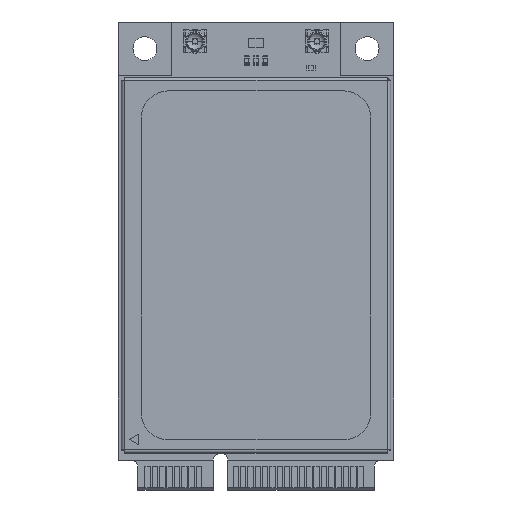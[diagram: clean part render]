
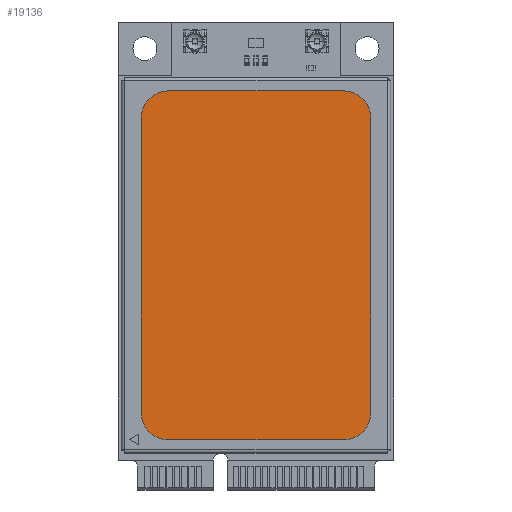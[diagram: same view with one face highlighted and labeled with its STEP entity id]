
A CAD part, top view. The second image highlights one B-rep face of the part: STEP entity #19136.
In plain terms, the highlighted planar face has unit normal (0, 0, 1).
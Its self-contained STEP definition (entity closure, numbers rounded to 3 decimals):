
#1514 = CARTESIAN_POINT ( 'NONE',  ( -9.5, 5.45, 4.8 ) ) ;
#1619 = EDGE_CURVE ( 'NONE', #4514, #27129, #13480, .T. ) ;
#2398 = ORIENTED_EDGE ( 'NONE', *, *, #4517, .T. ) ;
#2634 = CARTESIAN_POINT ( 'NONE',  ( 12.5, 40.45, 4.8 ) ) ;
#3463 = CARTESIAN_POINT ( 'NONE',  ( -9.5, 43.45, 4.8 ) ) ;
#3729 = CARTESIAN_POINT ( 'NONE',  ( -9.5, 40.45, 4.8 ) ) ;
#3904 = CARTESIAN_POINT ( 'NONE',  ( -12.5, 8.45, 4.8 ) ) ;
#3992 = CARTESIAN_POINT ( 'NONE',  ( 12.5, 8.45, 4.8 ) ) ;
#4055 = LINE ( 'NONE', #3463, #15776 ) ;
#4069 = DIRECTION ( 'NONE',  ( -1., 0., 0. ) ) ;
#4514 = VERTEX_POINT ( 'NONE', #8699 ) ;
#4517 = EDGE_CURVE ( 'NONE', #22698, #7896, #4055, .T. ) ;
#4524 = CARTESIAN_POINT ( 'NONE',  ( -9.5, 8.45, 4.8 ) ) ;
#6148 = DIRECTION ( 'NONE',  ( 1., 0., 0. ) ) ;
#7217 = DIRECTION ( 'NONE',  ( 0., 0., 1. ) ) ;
#7488 = CARTESIAN_POINT ( 'NONE',  ( 9.5, 40.45, 4.8 ) ) ;
#7634 = VECTOR ( 'NONE', #22834, 1000. ) ;
#7896 = VERTEX_POINT ( 'NONE', #16790 ) ;
#8474 = CARTESIAN_POINT ( 'NONE',  ( 9.5, 8.45, 4.8 ) ) ;
#8699 = CARTESIAN_POINT ( 'NONE',  ( 12.5, 8.45, 4.8 ) ) ;
#10425 = CIRCLE ( 'NONE', #24086, 3. ) ;
#10602 = ORIENTED_EDGE ( 'NONE', *, *, #17856, .T. ) ;
#10754 = EDGE_CURVE ( 'NONE', #23608, #23669, #17274, .T. ) ;
#10892 = AXIS2_PLACEMENT_3D ( 'NONE', #3729, #12232, #4069 ) ;
#11968 = EDGE_CURVE ( 'NONE', #27129, #22698, #10425, .T. ) ;
#12013 = CIRCLE ( 'NONE', #29703, 3. ) ;
#12232 = DIRECTION ( 'NONE',  ( 0., 0., -1. ) ) ;
#13480 = LINE ( 'NONE', #3992, #7634 ) ;
#13589 = EDGE_CURVE ( 'NONE', #7896, #23608, #20892, .T. ) ;
#13943 = FACE_OUTER_BOUND ( 'NONE', #23117, .T. ) ;
#14524 = DIRECTION ( 'NONE',  ( 0., 0., 1. ) ) ;
#14629 = DIRECTION ( 'NONE',  ( 1., 0., 0. ) ) ;
#15222 = DIRECTION ( 'NONE',  ( 0., 0., 1. ) ) ;
#15683 = DIRECTION ( 'NONE',  ( 0., -1., 0. ) ) ;
#15776 = VECTOR ( 'NONE', #16584, 1000. ) ;
#15950 = LINE ( 'NONE', #20207, #27006 ) ;
#16584 = DIRECTION ( 'NONE',  ( -1., 0., 0. ) ) ;
#16790 = CARTESIAN_POINT ( 'NONE',  ( -9.5, 43.45, 4.8 ) ) ;
#16840 = PLANE ( 'NONE',  #10892 ) ;
#17032 = CARTESIAN_POINT ( 'NONE',  ( -12.5, 40.45, 4.8 ) ) ;
#17036 = CARTESIAN_POINT ( 'NONE',  ( 9.5, 5.45, 4.8 ) ) ;
#17146 = ORIENTED_EDGE ( 'NONE', *, *, #11968, .T. ) ;
#17274 = LINE ( 'NONE', #31814, #19385 ) ;
#17362 = ORIENTED_EDGE ( 'NONE', *, *, #10754, .T. ) ;
#17856 = EDGE_CURVE ( 'NONE', #31128, #4514, #12013, .T. ) ;
#19136 = ADVANCED_FACE ( 'NONE', ( #13943 ), #16840, .F. ) ;
#19385 = VECTOR ( 'NONE', #15683, 1000. ) ;
#19665 = DIRECTION ( 'NONE',  ( 0., 0., 1. ) ) ;
#20207 = CARTESIAN_POINT ( 'NONE',  ( -9.5, 5.45, 4.8 ) ) ;
#20892 = CIRCLE ( 'NONE', #27722, 3. ) ;
#21866 = ORIENTED_EDGE ( 'NONE', *, *, #1619, .T. ) ;
#21984 = EDGE_CURVE ( 'NONE', #29207, #31128, #15950, .T. ) ;
#22496 = ORIENTED_EDGE ( 'NONE', *, *, #13589, .T. ) ;
#22698 = VERTEX_POINT ( 'NONE', #23168 ) ;
#22834 = DIRECTION ( 'NONE',  ( 0., 1., 0. ) ) ;
#23117 = EDGE_LOOP ( 'NONE', ( #22496, #17362, #32429, #34539, #10602, #21866, #17146, #2398 ) ) ;
#23168 = CARTESIAN_POINT ( 'NONE',  ( 9.5, 43.45, 4.8 ) ) ;
#23238 = EDGE_CURVE ( 'NONE', #23669, #29207, #25578, .T. ) ;
#23608 = VERTEX_POINT ( 'NONE', #17032 ) ;
#23618 = DIRECTION ( 'NONE',  ( -1., 0., 0. ) ) ;
#23669 = VERTEX_POINT ( 'NONE', #3904 ) ;
#24086 = AXIS2_PLACEMENT_3D ( 'NONE', #7488, #15222, #28781 ) ;
#25221 = DIRECTION ( 'NONE',  ( -1., 0., 0. ) ) ;
#25578 = CIRCLE ( 'NONE', #34700, 3. ) ;
#27006 = VECTOR ( 'NONE', #14629, 1000. ) ;
#27129 = VERTEX_POINT ( 'NONE', #2634 ) ;
#27722 = AXIS2_PLACEMENT_3D ( 'NONE', #31122, #14524, #25221 ) ;
#28781 = DIRECTION ( 'NONE',  ( -1., 0., 0. ) ) ;
#29207 = VERTEX_POINT ( 'NONE', #1514 ) ;
#29703 = AXIS2_PLACEMENT_3D ( 'NONE', #8474, #19665, #6148 ) ;
#31122 = CARTESIAN_POINT ( 'NONE',  ( -9.5, 40.45, 4.8 ) ) ;
#31128 = VERTEX_POINT ( 'NONE', #17036 ) ;
#31814 = CARTESIAN_POINT ( 'NONE',  ( -12.5, 8.45, 4.8 ) ) ;
#32429 = ORIENTED_EDGE ( 'NONE', *, *, #23238, .T. ) ;
#34539 = ORIENTED_EDGE ( 'NONE', *, *, #21984, .T. ) ;
#34700 = AXIS2_PLACEMENT_3D ( 'NONE', #4524, #7217, #23618 ) ;
